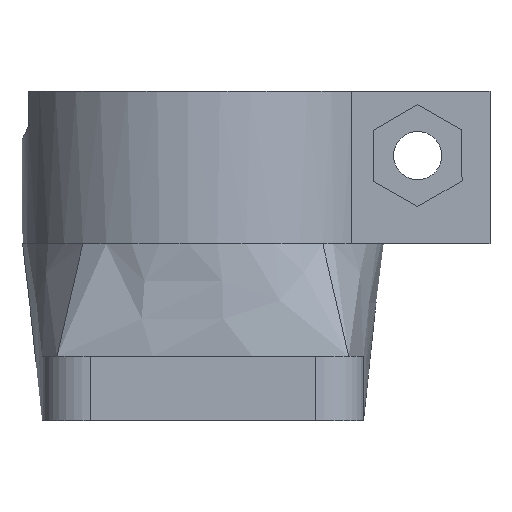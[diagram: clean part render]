
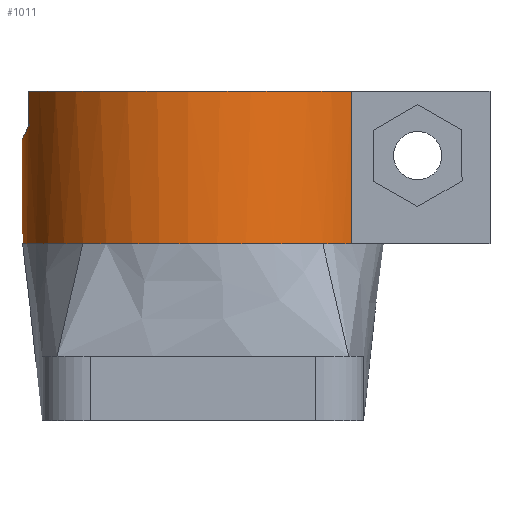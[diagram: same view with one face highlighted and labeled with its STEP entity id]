
A CAD part, left-side view. The second image highlights one B-rep face of the part: STEP entity #1011.
In plain terms, the highlighted cylindrical face has radius 11.25 mm (diameter 22.5 mm), a partial arc.
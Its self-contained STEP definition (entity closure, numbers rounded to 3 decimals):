
#72=CYLINDRICAL_SURFACE('',#1087,11.25);
#84=ELLIPSE('',#1081,24.951,11.25);
#85=ELLIPSE('',#1082,24.951,11.25);
#91=FACE_OUTER_BOUND('',#147,.T.);
#147=EDGE_LOOP('',(#696,#697,#698,#699,#700,#701,#702,#703,#704,#705,#706,
#707,#708,#709,#710,#711));
#209=CIRCLE('',#1077,11.25);
#210=CIRCLE('',#1078,11.25);
#212=CIRCLE('',#1084,11.25);
#213=CIRCLE('',#1088,11.25);
#214=CIRCLE('',#1089,11.25);
#215=CIRCLE('',#1090,11.25);
#216=CIRCLE('',#1091,11.25);
#217=CIRCLE('',#1092,11.25);
#218=CIRCLE('',#1093,11.25);
#219=CIRCLE('',#1094,11.25);
#251=LINE('',#1431,#340);
#252=LINE('',#1433,#341);
#253=LINE('',#1436,#342);
#254=LINE('',#1451,#343);
#340=VECTOR('',#1185,10.);
#341=VECTOR('',#1188,10.);
#342=VECTOR('',#1191,10.);
#343=VECTOR('',#1206,10.);
#420=VERTEX_POINT('',#1399);
#421=VERTEX_POINT('',#1401);
#424=VERTEX_POINT('',#1407);
#425=VERTEX_POINT('',#1409);
#429=VERTEX_POINT('',#1419);
#430=VERTEX_POINT('',#1421);
#431=VERTEX_POINT('',#1423);
#432=VERTEX_POINT('',#1425);
#433=VERTEX_POINT('',#1435);
#434=VERTEX_POINT('',#1437);
#435=VERTEX_POINT('',#1439);
#436=VERTEX_POINT('',#1441);
#437=VERTEX_POINT('',#1443);
#438=VERTEX_POINT('',#1445);
#439=VERTEX_POINT('',#1447);
#440=VERTEX_POINT('',#1449);
#520=EDGE_CURVE('',#420,#421,#209,.T.);
#524=EDGE_CURVE('',#424,#425,#210,.T.);
#531=EDGE_CURVE('',#431,#430,#84,.F.);
#533=EDGE_CURVE('',#432,#429,#85,.T.);
#534=EDGE_CURVE('',#432,#431,#212,.T.);
#535=EDGE_CURVE('',#424,#429,#251,.T.);
#536=EDGE_CURVE('',#430,#421,#252,.T.);
#537=EDGE_CURVE('',#420,#433,#253,.T.);
#538=EDGE_CURVE('',#433,#434,#213,.T.);
#539=EDGE_CURVE('',#434,#435,#214,.T.);
#540=EDGE_CURVE('',#435,#436,#215,.T.);
#541=EDGE_CURVE('',#436,#437,#216,.T.);
#542=EDGE_CURVE('',#437,#438,#217,.T.);
#543=EDGE_CURVE('',#438,#439,#218,.T.);
#544=EDGE_CURVE('',#439,#440,#219,.T.);
#545=EDGE_CURVE('',#440,#425,#254,.T.);
#696=ORIENTED_EDGE('',*,*,#534,.T.);
#697=ORIENTED_EDGE('',*,*,#531,.T.);
#698=ORIENTED_EDGE('',*,*,#536,.T.);
#699=ORIENTED_EDGE('',*,*,#520,.F.);
#700=ORIENTED_EDGE('',*,*,#537,.T.);
#701=ORIENTED_EDGE('',*,*,#538,.T.);
#702=ORIENTED_EDGE('',*,*,#539,.T.);
#703=ORIENTED_EDGE('',*,*,#540,.T.);
#704=ORIENTED_EDGE('',*,*,#541,.T.);
#705=ORIENTED_EDGE('',*,*,#542,.T.);
#706=ORIENTED_EDGE('',*,*,#543,.T.);
#707=ORIENTED_EDGE('',*,*,#544,.T.);
#708=ORIENTED_EDGE('',*,*,#545,.T.);
#709=ORIENTED_EDGE('',*,*,#524,.F.);
#710=ORIENTED_EDGE('',*,*,#535,.T.);
#711=ORIENTED_EDGE('',*,*,#533,.F.);
#1011=ADVANCED_FACE('',(#91),#72,.T.);
#1077=AXIS2_PLACEMENT_3D('',#1402,#1158,#1159);
#1078=AXIS2_PLACEMENT_3D('',#1410,#1163,#1164);
#1081=AXIS2_PLACEMENT_3D('',#1424,#1174,#1175);
#1082=AXIS2_PLACEMENT_3D('',#1427,#1177,#1178);
#1084=AXIS2_PLACEMENT_3D('',#1429,#1181,#1182);
#1087=AXIS2_PLACEMENT_3D('',#1434,#1189,#1190);
#1088=AXIS2_PLACEMENT_3D('',#1438,#1192,#1193);
#1089=AXIS2_PLACEMENT_3D('',#1440,#1194,#1195);
#1090=AXIS2_PLACEMENT_3D('',#1442,#1196,#1197);
#1091=AXIS2_PLACEMENT_3D('',#1444,#1198,#1199);
#1092=AXIS2_PLACEMENT_3D('',#1446,#1200,#1201);
#1093=AXIS2_PLACEMENT_3D('',#1448,#1202,#1203);
#1094=AXIS2_PLACEMENT_3D('',#1450,#1204,#1205);
#1158=DIRECTION('center_axis',(0.,0.,
1.));
#1159=DIRECTION('ref_axis',(0.,1.,0.));
#1163=DIRECTION('center_axis',(0.,0.,
1.));
#1164=DIRECTION('ref_axis',(0.,1.,0.));
#1174=DIRECTION('center_axis',(0.,0.893,0.451));
#1175=DIRECTION('ref_axis',(0.,0.451,-0.893));
#1177=DIRECTION('center_axis',(0.,0.893,0.451));
#1178=DIRECTION('ref_axis',(0.,0.451,-0.893));
#1181=DIRECTION('center_axis',(0.,0.,
-1.));
#1182=DIRECTION('ref_axis',(0.,1.,0.));
#1185=DIRECTION('',(0.,0.,-1.));
#1188=DIRECTION('',(0.,0.,1.));
#1189=DIRECTION('center_axis',(0.,0.,
-1.));
#1190=DIRECTION('ref_axis',(0.,1.,0.));
#1191=DIRECTION('',(0.,0.,-1.));
#1192=DIRECTION('center_axis',(0.,0.,
1.));
#1193=DIRECTION('ref_axis',(0.,1.,0.));
#1194=DIRECTION('center_axis',(0.,0.,
1.));
#1195=DIRECTION('ref_axis',(0.,1.,0.));
#1196=DIRECTION('center_axis',(0.,0.,
1.));
#1197=DIRECTION('ref_axis',(0.,1.,0.));
#1198=DIRECTION('center_axis',(0.,0.,
1.));
#1199=DIRECTION('ref_axis',(0.,1.,0.));
#1200=DIRECTION('center_axis',(0.,0.,
1.));
#1201=DIRECTION('ref_axis',(0.,1.,0.));
#1202=DIRECTION('center_axis',(0.,0.,
1.));
#1203=DIRECTION('ref_axis',(0.,1.,0.));
#1204=DIRECTION('center_axis',(0.,0.,
1.));
#1205=DIRECTION('ref_axis',(0.,1.,0.));
#1206=DIRECTION('',(0.,0.,1.));
#1399=CARTESIAN_POINT('',(5.4,-3.869,61.311));
#1401=CARTESIAN_POINT('',(3.,16.843,61.311));
#1402=CARTESIAN_POINT('Origin',(0.,6.,61.311));
#1407=CARTESIAN_POINT('',(-3.,16.843,61.311));
#1409=CARTESIAN_POINT('',(-6.4,-3.252,61.311));
#1410=CARTESIAN_POINT('Origin',(0.,6.,61.311));
#1419=CARTESIAN_POINT('',(-3.,16.843,59.116));
#1421=CARTESIAN_POINT('',(3.,16.843,59.116));
#1423=CARTESIAN_POINT('',(0.116,17.249,58.311));
#1424=CARTESIAN_POINT('Origin',(0.,6.,80.581));
#1425=CARTESIAN_POINT('',(-0.116,17.249,58.311));
#1427=CARTESIAN_POINT('Origin',(0.,6.,80.581));
#1429=CARTESIAN_POINT('Origin',(0.,6.,58.311));
#1431=CARTESIAN_POINT('',(-3.,16.843,61.311));
#1433=CARTESIAN_POINT('',(3.,16.843,61.311));
#1434=CARTESIAN_POINT('Origin',(0.,6.,61.311));
#1435=CARTESIAN_POINT('',(5.4,-3.869,51.811));
#1436=CARTESIAN_POINT('',(5.4,-3.869,61.311));
#1437=CARTESIAN_POINT('',(8.414,-1.467,51.811));
#1438=CARTESIAN_POINT('Origin',(0.,6.,51.811));
#1439=CARTESIAN_POINT('',(8.414,13.467,51.811));
#1440=CARTESIAN_POINT('Origin',(0.,6.,51.811));
#1441=CARTESIAN_POINT('',(4.321,16.387,51.811));
#1442=CARTESIAN_POINT('Origin',(0.,6.,51.811));
#1443=CARTESIAN_POINT('',(-4.313,16.39,51.811));
#1444=CARTESIAN_POINT('Origin',(0.,6.,51.811));
#1445=CARTESIAN_POINT('',(-8.414,13.467,51.811));
#1446=CARTESIAN_POINT('Origin',(0.,6.,51.811));
#1447=CARTESIAN_POINT('',(-8.414,-1.467,51.811));
#1448=CARTESIAN_POINT('Origin',(0.,6.,51.811));
#1449=CARTESIAN_POINT('',(-6.4,-3.252,51.811));
#1450=CARTESIAN_POINT('Origin',(0.,6.,51.811));
#1451=CARTESIAN_POINT('',(-6.4,-3.252,61.311));
